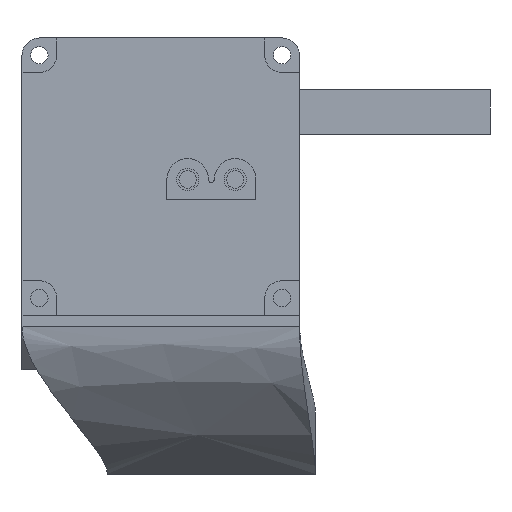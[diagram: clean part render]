
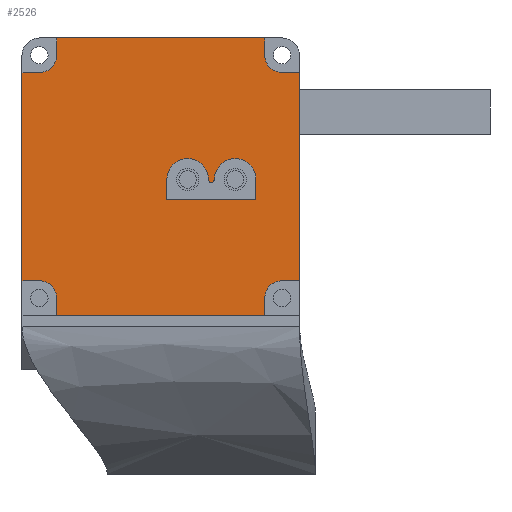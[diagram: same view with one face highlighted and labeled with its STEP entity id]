
A CAD part, front view. The second image highlights one B-rep face of the part: STEP entity #2526.
In plain terms, the highlighted planar face has unit normal (0, -1, 0).
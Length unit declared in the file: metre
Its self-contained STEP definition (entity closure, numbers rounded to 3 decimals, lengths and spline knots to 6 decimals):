
#118=CIRCLE('',#2716,0.003);
#119=CIRCLE('',#2717,0.000425);
#120=CIRCLE('',#2718,0.003);
#121=CIRCLE('',#2719,0.0025);
#122=CIRCLE('',#2720,0.0025);
#123=CIRCLE('',#2721,0.0025);
#124=CIRCLE('',#2722,0.0025);
#223=LINE('',#3726,#456);
#247=LINE('',#3773,#480);
#275=LINE('',#3852,#508);
#286=LINE('',#3885,#519);
#287=LINE('',#3888,#520);
#288=LINE('',#3896,#521);
#289=LINE('',#3900,#522);
#290=LINE('',#3901,#523);
#291=LINE('',#3905,#524);
#292=LINE('',#3906,#525);
#293=LINE('',#3910,#526);
#294=LINE('',#3912,#527);
#295=LINE('',#3914,#528);
#296=LINE('',#3918,#529);
#297=LINE('',#3919,#530);
#456=VECTOR('',#2986,1.);
#480=VECTOR('',#3012,1.);
#508=VECTOR('',#3076,1.);
#519=VECTOR('',#3103,1.);
#520=VECTOR('',#3104,1.);
#521=VECTOR('',#3111,1.);
#522=VECTOR('',#3114,1.);
#523=VECTOR('',#3115,1.);
#524=VECTOR('',#3118,1.);
#525=VECTOR('',#3119,1.);
#526=VECTOR('',#3122,1.);
#527=VECTOR('',#3123,1.);
#528=VECTOR('',#3124,1.);
#529=VECTOR('',#3127,1.);
#530=VECTOR('',#3128,1.);
#799=ORIENTED_EDGE('',*,*,#1498,.T.);
#800=ORIENTED_EDGE('',*,*,#1499,.T.);
#801=ORIENTED_EDGE('',*,*,#1500,.F.);
#802=ORIENTED_EDGE('',*,*,#1501,.F.);
#803=ORIENTED_EDGE('',*,*,#1502,.F.);
#804=ORIENTED_EDGE('',*,*,#1503,.F.);
#805=ORIENTED_EDGE('',*,*,#1504,.F.);
#806=ORIENTED_EDGE('',*,*,#1505,.T.);
#807=ORIENTED_EDGE('',*,*,#1481,.T.);
#808=ORIENTED_EDGE('',*,*,#1506,.F.);
#809=ORIENTED_EDGE('',*,*,#1507,.F.);
#810=ORIENTED_EDGE('',*,*,#1508,.T.);
#811=ORIENTED_EDGE('',*,*,#1416,.T.);
#812=ORIENTED_EDGE('',*,*,#1509,.F.);
#813=ORIENTED_EDGE('',*,*,#1510,.F.);
#814=ORIENTED_EDGE('',*,*,#1511,.T.);
#815=ORIENTED_EDGE('',*,*,#1512,.T.);
#816=ORIENTED_EDGE('',*,*,#1513,.F.);
#817=ORIENTED_EDGE('',*,*,#1514,.F.);
#818=ORIENTED_EDGE('',*,*,#1515,.T.);
#819=ORIENTED_EDGE('',*,*,#1440,.T.);
#820=ORIENTED_EDGE('',*,*,#1516,.F.);
#1416=EDGE_CURVE('',#1771,#1770,#223,.T.);
#1440=EDGE_CURVE('',#1793,#1792,#247,.T.);
#1481=EDGE_CURVE('',#1826,#1825,#275,.T.);
#1498=EDGE_CURVE('',#1840,#1841,#286,.T.);
#1499=EDGE_CURVE('',#1841,#1842,#287,.T.);
#1500=EDGE_CURVE('',#1843,#1842,#118,.F.);
#1501=EDGE_CURVE('',#1844,#1843,#119,.T.);
#1502=EDGE_CURVE('',#1845,#1844,#120,.F.);
#1503=EDGE_CURVE('',#1840,#1845,#288,.T.);
#1504=EDGE_CURVE('',#1846,#1847,#121,.T.);
#1505=EDGE_CURVE('',#1846,#1826,#289,.T.);
#1506=EDGE_CURVE('',#1848,#1825,#290,.T.);
#1507=EDGE_CURVE('',#1849,#1848,#122,.T.);
#1508=EDGE_CURVE('',#1849,#1771,#291,.T.);
#1509=EDGE_CURVE('',#1850,#1770,#292,.T.);
#1510=EDGE_CURVE('',#1851,#1850,#123,.T.);
#1511=EDGE_CURVE('',#1851,#1852,#293,.T.);
#1512=EDGE_CURVE('',#1852,#1853,#294,.T.);
#1513=EDGE_CURVE('',#1854,#1853,#295,.T.);
#1514=EDGE_CURVE('',#1855,#1854,#124,.T.);
#1515=EDGE_CURVE('',#1855,#1793,#296,.T.);
#1516=EDGE_CURVE('',#1847,#1792,#297,.T.);
#1770=VERTEX_POINT('',#3725);
#1771=VERTEX_POINT('',#3727);
#1792=VERTEX_POINT('',#3772);
#1793=VERTEX_POINT('',#3774);
#1825=VERTEX_POINT('',#3851);
#1826=VERTEX_POINT('',#3853);
#1840=VERTEX_POINT('',#3886);
#1841=VERTEX_POINT('',#3887);
#1842=VERTEX_POINT('',#3889);
#1843=VERTEX_POINT('',#3891);
#1844=VERTEX_POINT('',#3893);
#1845=VERTEX_POINT('',#3895);
#1846=VERTEX_POINT('',#3898);
#1847=VERTEX_POINT('',#3899);
#1848=VERTEX_POINT('',#3902);
#1849=VERTEX_POINT('',#3904);
#1850=VERTEX_POINT('',#3907);
#1851=VERTEX_POINT('',#3909);
#1852=VERTEX_POINT('',#3911);
#1853=VERTEX_POINT('',#3913);
#1854=VERTEX_POINT('',#3915);
#1855=VERTEX_POINT('',#3917);
#2019=EDGE_LOOP('',(#799,#800,#801,#802,#803,#804));
#2020=EDGE_LOOP('',(#805,#806,#807,#808,#809,#810,#811,#812,#813,#814,#815,
#816,#817,#818,#819,#820));
#2240=FACE_BOUND('',#2019,.T.);
#2241=FACE_BOUND('',#2020,.T.);
#2439=PLANE('',#2715);
#2526=ADVANCED_FACE('',(#2240,#2241),#2439,.T.);
#2715=AXIS2_PLACEMENT_3D('',#3884,#3101,#3102);
#2716=AXIS2_PLACEMENT_3D('',#3890,#3105,#3106);
#2717=AXIS2_PLACEMENT_3D('',#3892,#3107,#3108);
#2718=AXIS2_PLACEMENT_3D('',#3894,#3109,#3110);
#2719=AXIS2_PLACEMENT_3D('',#3897,#3112,#3113);
#2720=AXIS2_PLACEMENT_3D('',#3903,#3116,#3117);
#2721=AXIS2_PLACEMENT_3D('',#3908,#3120,#3121);
#2722=AXIS2_PLACEMENT_3D('',#3916,#3125,#3126);
#2986=DIRECTION('',(0.,0.,1.));
#3012=DIRECTION('',(0.,0.,-1.));
#3076=DIRECTION('',(1.,0.,0.));
#3101=DIRECTION('',(0.,-1.,0.));
#3102=DIRECTION('',(1.,0.,0.));
#3103=DIRECTION('',(-1.,0.,0.));
#3104=DIRECTION('',(0.,0.,1.));
#3105=DIRECTION('',(0.,1.,0.));
#3106=DIRECTION('',(0.,0.,1.));
#3107=DIRECTION('',(0.,1.,0.));
#3108=DIRECTION('',(0.,0.,1.));
#3109=DIRECTION('',(0.,1.,0.));
#3110=DIRECTION('',(0.,0.,1.));
#3111=DIRECTION('',(0.,0.,1.));
#3112=DIRECTION('',(0.,-1.,0.));
#3113=DIRECTION('',(0.,0.,-1.));
#3114=DIRECTION('',(0.,0.,-1.));
#3115=DIRECTION('',(0.,0.,-1.));
#3116=DIRECTION('',(0.,-1.,0.));
#3117=DIRECTION('',(0.,0.,-1.));
#3118=DIRECTION('',(1.,0.,0.));
#3119=DIRECTION('',(1.,0.,0.));
#3120=DIRECTION('',(0.,-1.,0.));
#3121=DIRECTION('',(0.,0.,-1.));
#3122=DIRECTION('',(0.,0.,1.));
#3123=DIRECTION('',(-1.,0.,0.));
#3124=DIRECTION('',(0.,0.,1.));
#3125=DIRECTION('',(0.,-1.,0.));
#3126=DIRECTION('',(0.,0.,-1.));
#3127=DIRECTION('',(-1.,0.,0.));
#3128=DIRECTION('',(-1.,0.,0.));
#3725=CARTESIAN_POINT('',(0.106025,0.149927,0.00885));
#3726=CARTESIAN_POINT('',(0.106025,0.149927,-0.00615));
#3727=CARTESIAN_POINT('',(0.106025,0.149927,-0.02115));
#3772=CARTESIAN_POINT('',(0.066025,0.149927,-0.02115));
#3773=CARTESIAN_POINT('',(0.066025,0.149927,-0.00615));
#3774=CARTESIAN_POINT('',(0.066025,0.149927,0.00885));
#3851=CARTESIAN_POINT('',(0.101025,0.149927,-0.02615));
#3852=CARTESIAN_POINT('',(0.086025,0.149927,-0.02615));
#3853=CARTESIAN_POINT('',(0.071025,0.149927,-0.02615));
#3884=CARTESIAN_POINT('',(0.099363,0.149927,-0.00615));
#3885=CARTESIAN_POINT('',(0.093331,0.149927,-0.0095));
#3886=CARTESIAN_POINT('',(0.099756,0.149927,-0.0095));
#3887=CARTESIAN_POINT('',(0.086906,0.149927,-0.0095));
#3888=CARTESIAN_POINT('',(0.086906,0.149927,-0.008025));
#3889=CARTESIAN_POINT('',(0.086906,0.149927,-0.00655));
#3890=CARTESIAN_POINT('',(0.089906,0.149927,-0.00655));
#3891=CARTESIAN_POINT('',(0.092906,0.149927,-0.00655));
#3892=CARTESIAN_POINT('',(0.093331,0.149927,-0.00655));
#3893=CARTESIAN_POINT('',(0.093756,0.149927,-0.00655));
#3894=CARTESIAN_POINT('',(0.096756,0.149927,-0.00655));
#3895=CARTESIAN_POINT('',(0.099756,0.149927,-0.00655));
#3896=CARTESIAN_POINT('',(0.099756,0.149927,-0.008025));
#3897=CARTESIAN_POINT('',(0.068525,0.149927,-0.02365));
#3898=CARTESIAN_POINT('',(0.071025,0.149927,-0.02365));
#3899=CARTESIAN_POINT('',(0.068525,0.149927,-0.02115));
#3900=CARTESIAN_POINT('',(0.071025,0.149927,-0.0249));
#3901=CARTESIAN_POINT('',(0.101025,0.149927,-0.0249));
#3902=CARTESIAN_POINT('',(0.101025,0.149927,-0.02365));
#3903=CARTESIAN_POINT('',(0.103525,0.149927,-0.02365));
#3904=CARTESIAN_POINT('',(0.103525,0.149927,-0.02115));
#3905=CARTESIAN_POINT('',(0.104775,0.149927,-0.02115));
#3906=CARTESIAN_POINT('',(0.104775,0.149927,0.00885));
#3907=CARTESIAN_POINT('',(0.103525,0.149927,0.00885));
#3908=CARTESIAN_POINT('',(0.103525,0.149927,0.01135));
#3909=CARTESIAN_POINT('',(0.101025,0.149927,0.01135));
#3910=CARTESIAN_POINT('',(0.101025,0.149927,0.0126));
#3911=CARTESIAN_POINT('',(0.101025,0.149927,0.01385));
#3912=CARTESIAN_POINT('',(0.086025,0.149927,0.01385));
#3913=CARTESIAN_POINT('',(0.071025,0.149927,0.01385));
#3914=CARTESIAN_POINT('',(0.071025,0.149927,0.0126));
#3915=CARTESIAN_POINT('',(0.071025,0.149927,0.01135));
#3916=CARTESIAN_POINT('',(0.068525,0.149927,0.01135));
#3917=CARTESIAN_POINT('',(0.068525,0.149927,0.00885));
#3918=CARTESIAN_POINT('',(0.067275,0.149927,0.00885));
#3919=CARTESIAN_POINT('',(0.067275,0.149927,-0.02115));
